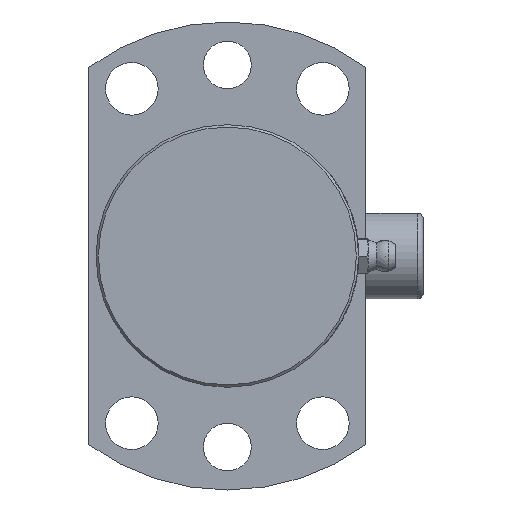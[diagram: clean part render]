
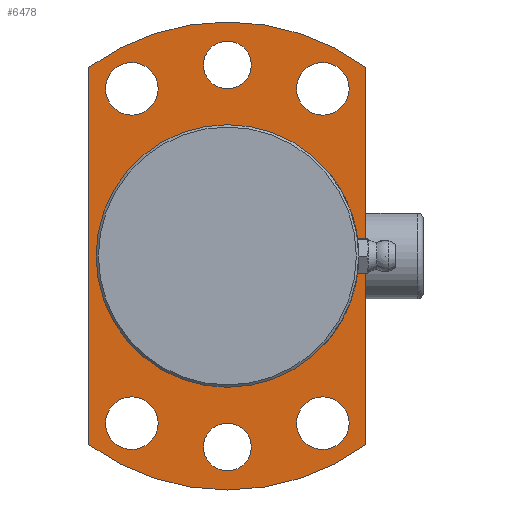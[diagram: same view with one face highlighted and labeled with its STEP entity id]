
A CAD part, front view. The second image highlights one B-rep face of the part: STEP entity #6478.
In plain terms, the highlighted planar face has unit normal (0, -1, 0).
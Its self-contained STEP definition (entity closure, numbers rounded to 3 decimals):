
#247=PLANE('',#6905);
#348=CIRCLE('',#6770,27.5);
#357=CIRCLE('',#6875,5.5);
#359=CIRCLE('',#6878,5.5);
#361=CIRCLE('',#6881,5.);
#363=CIRCLE('',#6884,5.);
#365=CIRCLE('',#6887,5.5);
#367=CIRCLE('',#6890,5.5);
#371=CIRCLE('',#6901,49.);
#373=CIRCLE('',#6904,49.);
#471=FACE_BOUND('',#1203,.T.);
#472=FACE_BOUND('',#1204,.T.);
#473=FACE_BOUND('',#1205,.T.);
#474=FACE_BOUND('',#1206,.T.);
#475=FACE_BOUND('',#1207,.T.);
#476=FACE_BOUND('',#1208,.T.);
#477=FACE_BOUND('',#1209,.T.);
#816=FACE_OUTER_BOUND('',#1202,.T.);
#1202=EDGE_LOOP('',(#5461,#5462,#5463,#5464));
#1203=EDGE_LOOP('',(#5465));
#1204=EDGE_LOOP('',(#5466));
#1205=EDGE_LOOP('',(#5467));
#1206=EDGE_LOOP('',(#5468));
#1207=EDGE_LOOP('',(#5469));
#1208=EDGE_LOOP('',(#5470));
#1209=EDGE_LOOP('',(#5471));
#1726=LINE('',#12213,#2221);
#1734=LINE('',#12229,#2229);
#2221=VECTOR('',#7999,10.);
#2229=VECTOR('',#8009,10.);
#2733=VERTEX_POINT('',#10779);
#2973=VERTEX_POINT('',#12172);
#2975=VERTEX_POINT('',#12178);
#2977=VERTEX_POINT('',#12184);
#2979=VERTEX_POINT('',#12190);
#2981=VERTEX_POINT('',#12196);
#2983=VERTEX_POINT('',#12202);
#2986=VERTEX_POINT('',#12210);
#2987=VERTEX_POINT('',#12212);
#2993=VERTEX_POINT('',#12226);
#2994=VERTEX_POINT('',#12228);
#3444=EDGE_CURVE('',#2733,#2733,#348,.T.);
#3804=EDGE_CURVE('',#2973,#2973,#357,.T.);
#3807=EDGE_CURVE('',#2975,#2975,#359,.T.);
#3810=EDGE_CURVE('',#2977,#2977,#361,.T.);
#3813=EDGE_CURVE('',#2979,#2979,#363,.T.);
#3816=EDGE_CURVE('',#2981,#2981,#365,.T.);
#3819=EDGE_CURVE('',#2983,#2983,#367,.T.);
#3823=EDGE_CURVE('',#2987,#2986,#1726,.T.);
#3831=EDGE_CURVE('',#2994,#2993,#1734,.T.);
#3837=EDGE_CURVE('',#2993,#2987,#371,.T.);
#3839=EDGE_CURVE('',#2986,#2994,#373,.T.);
#5461=ORIENTED_EDGE('',*,*,#3823,.T.);
#5462=ORIENTED_EDGE('',*,*,#3839,.T.);
#5463=ORIENTED_EDGE('',*,*,#3831,.T.);
#5464=ORIENTED_EDGE('',*,*,#3837,.T.);
#5465=ORIENTED_EDGE('',*,*,#3804,.T.);
#5466=ORIENTED_EDGE('',*,*,#3807,.T.);
#5467=ORIENTED_EDGE('',*,*,#3810,.T.);
#5468=ORIENTED_EDGE('',*,*,#3813,.T.);
#5469=ORIENTED_EDGE('',*,*,#3816,.T.);
#5470=ORIENTED_EDGE('',*,*,#3819,.T.);
#5471=ORIENTED_EDGE('',*,*,#3444,.T.);
#6478=ADVANCED_FACE('',(#816,#471,#472,#473,#474,#475,#476,#477),#247,.F.);
#6770=AXIS2_PLACEMENT_3D('',#10781,#7492,#7493);
#6875=AXIS2_PLACEMENT_3D('',#12174,#7957,#7958);
#6878=AXIS2_PLACEMENT_3D('',#12180,#7964,#7965);
#6881=AXIS2_PLACEMENT_3D('',#12186,#7971,#7972);
#6884=AXIS2_PLACEMENT_3D('',#12192,#7978,#7979);
#6887=AXIS2_PLACEMENT_3D('',#12198,#7985,#7986);
#6890=AXIS2_PLACEMENT_3D('',#12204,#7992,#7993);
#6901=AXIS2_PLACEMENT_3D('',#12241,#8028,#8029);
#6904=AXIS2_PLACEMENT_3D('',#12244,#8034,#8035);
#6905=AXIS2_PLACEMENT_3D('',#12245,#8036,#8037);
#7492=DIRECTION('center_axis',(0.,1.,0.));
#7493=DIRECTION('ref_axis',(-1.,0.,0.));
#7957=DIRECTION('center_axis',(0.,1.,0.));
#7958=DIRECTION('ref_axis',(-1.,0.,0.));
#7964=DIRECTION('center_axis',(0.,1.,0.));
#7965=DIRECTION('ref_axis',(-1.,0.,0.));
#7971=DIRECTION('center_axis',(0.,1.,0.));
#7972=DIRECTION('ref_axis',(-1.,0.,0.));
#7978=DIRECTION('center_axis',(0.,1.,0.));
#7979=DIRECTION('ref_axis',(-1.,0.,0.));
#7985=DIRECTION('center_axis',(0.,1.,0.));
#7986=DIRECTION('ref_axis',(-1.,0.,0.));
#7992=DIRECTION('center_axis',(0.,1.,0.));
#7993=DIRECTION('ref_axis',(-1.,0.,0.));
#7999=DIRECTION('',(0.,0.,-1.));
#8009=DIRECTION('',(0.,0.,1.));
#8028=DIRECTION('center_axis',(0.,-1.,0.));
#8029=DIRECTION('ref_axis',(1.,0.,0.));
#8034=DIRECTION('center_axis',(0.,-1.,0.));
#8035=DIRECTION('ref_axis',(1.,0.,0.));
#8036=DIRECTION('center_axis',(0.,1.,0.));
#8037=DIRECTION('ref_axis',(0.,0.,1.));
#10779=CARTESIAN_POINT('',(27.5,0.,0.));
#10781=CARTESIAN_POINT('Origin',(0.,0.,0.));
#12172=CARTESIAN_POINT('',(25.5,0.,-35.));
#12174=CARTESIAN_POINT('Origin',(20.,0.,-35.));
#12178=CARTESIAN_POINT('',(-14.5,0.,35.));
#12180=CARTESIAN_POINT('Origin',(-20.,0.,35.));
#12184=CARTESIAN_POINT('',(5.,0.,40.));
#12186=CARTESIAN_POINT('Origin',(0.,0.,40.));
#12190=CARTESIAN_POINT('',(5.,0.,-40.));
#12192=CARTESIAN_POINT('Origin',(0.,0.,-40.));
#12196=CARTESIAN_POINT('',(-14.5,0.,-35.));
#12198=CARTESIAN_POINT('Origin',(-20.,0.,-35.));
#12202=CARTESIAN_POINT('',(25.5,0.,35.));
#12204=CARTESIAN_POINT('Origin',(20.,0.,35.));
#12210=CARTESIAN_POINT('',(-29.,0.,-39.497));
#12212=CARTESIAN_POINT('',(-29.,0.,39.497));
#12213=CARTESIAN_POINT('',(-29.,0.,-28.995));
#12226=CARTESIAN_POINT('',(29.,0.,39.497));
#12228=CARTESIAN_POINT('',(29.,0.,-39.497));
#12229=CARTESIAN_POINT('',(29.,0.,28.664));
#12241=CARTESIAN_POINT('Origin',(0.,0.,0.));
#12244=CARTESIAN_POINT('Origin',(0.,0.,0.));
#12245=CARTESIAN_POINT('Origin',(0.,0.,0.));
